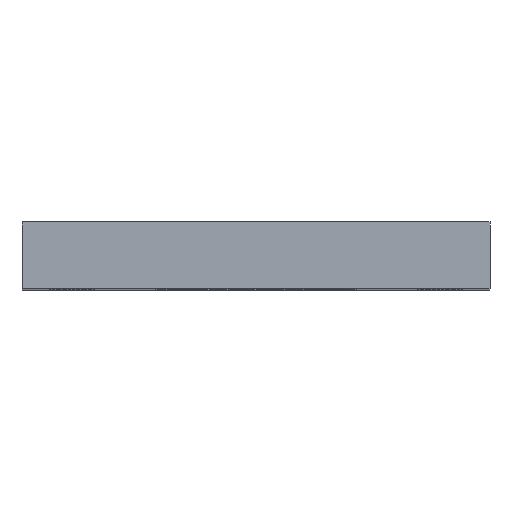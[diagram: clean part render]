
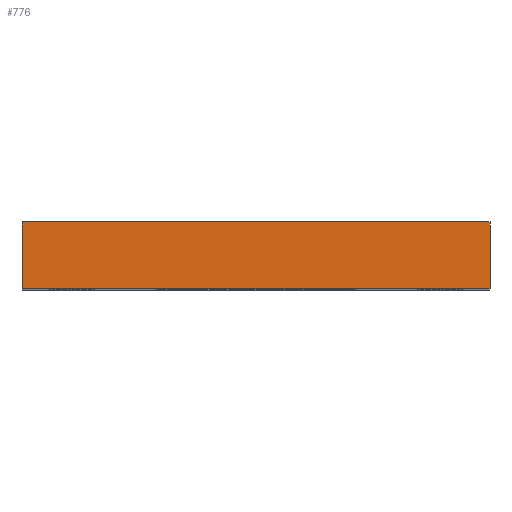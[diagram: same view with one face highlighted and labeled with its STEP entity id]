
A CAD part, top view. The second image highlights one B-rep face of the part: STEP entity #776.
In plain terms, the highlighted planar face has unit normal (0, 0, 1).
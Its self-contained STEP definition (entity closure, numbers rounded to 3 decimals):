
#10 = LINE ( 'NONE', #832, #58 ) ;
#13 = CARTESIAN_POINT ( 'NONE',  ( -70., 20., 102.5 ) ) ;
#25 = CARTESIAN_POINT ( 'NONE',  ( -70., 0., 102.5 ) ) ;
#58 = VECTOR ( 'NONE', #1107, 1000. ) ;
#103 = CARTESIAN_POINT ( 'NONE',  ( -70., 20., 102.5 ) ) ;
#196 = PLANE ( 'NONE',  #958 ) ;
#217 = EDGE_CURVE ( 'NONE', #784, #1202, #571, .T. ) ;
#220 = VERTEX_POINT ( 'NONE', #25 ) ;
#297 = VECTOR ( 'NONE', #661, 1000. ) ;
#301 = ORIENTED_EDGE ( 'NONE', *, *, #423, .T. ) ;
#321 = EDGE_CURVE ( 'NONE', #1202, #1221, #324, .T. ) ;
#324 = LINE ( 'NONE', #899, #297 ) ;
#380 = ORIENTED_EDGE ( 'NONE', *, *, #217, .F. ) ;
#390 = DIRECTION ( 'NONE',  ( 0., 0., -1. ) ) ;
#401 = ORIENTED_EDGE ( 'NONE', *, *, #321, .F. ) ;
#423 = EDGE_CURVE ( 'NONE', #784, #220, #10, .T. ) ;
#430 = ORIENTED_EDGE ( 'NONE', *, *, #712, .T. ) ;
#464 = DIRECTION ( 'NONE',  ( -1., 0., 0. ) ) ;
#555 = VECTOR ( 'NONE', #622, 1000. ) ;
#571 = LINE ( 'NONE', #824, #555 ) ;
#622 = DIRECTION ( 'NONE',  ( 1., 0., 0. ) ) ;
#661 = DIRECTION ( 'NONE',  ( 0., -1., 0. ) ) ;
#694 = FACE_OUTER_BOUND ( 'NONE', #811, .T. ) ;
#706 = VECTOR ( 'NONE', #1131, 1000. ) ;
#712 = EDGE_CURVE ( 'NONE', #220, #1221, #769, .T. ) ;
#769 = LINE ( 'NONE', #1123, #706 ) ;
#776 = ADVANCED_FACE ( 'NONE', ( #694 ), #196, .F. ) ;
#784 = VERTEX_POINT ( 'NONE', #103 ) ;
#811 = EDGE_LOOP ( 'NONE', ( #430, #401, #380, #301 ) ) ;
#824 = CARTESIAN_POINT ( 'NONE',  ( -70., 20., 102.5 ) ) ;
#832 = CARTESIAN_POINT ( 'NONE',  ( -70., 20., 102.5 ) ) ;
#894 = CARTESIAN_POINT ( 'NONE',  ( 70., 20., 102.5 ) ) ;
#899 = CARTESIAN_POINT ( 'NONE',  ( 70., 20., 102.5 ) ) ;
#958 = AXIS2_PLACEMENT_3D ( 'NONE', #13, #390, #464 ) ;
#1107 = DIRECTION ( 'NONE',  ( 0., -1., 0. ) ) ;
#1120 = CARTESIAN_POINT ( 'NONE',  ( 70., 0., 102.5 ) ) ;
#1123 = CARTESIAN_POINT ( 'NONE',  ( -70., 0., 102.5 ) ) ;
#1131 = DIRECTION ( 'NONE',  ( 1., 0., 0. ) ) ;
#1202 = VERTEX_POINT ( 'NONE', #894 ) ;
#1221 = VERTEX_POINT ( 'NONE', #1120 ) ;
